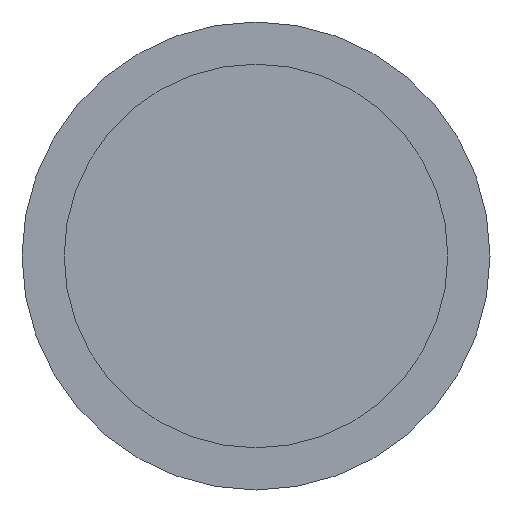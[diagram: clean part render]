
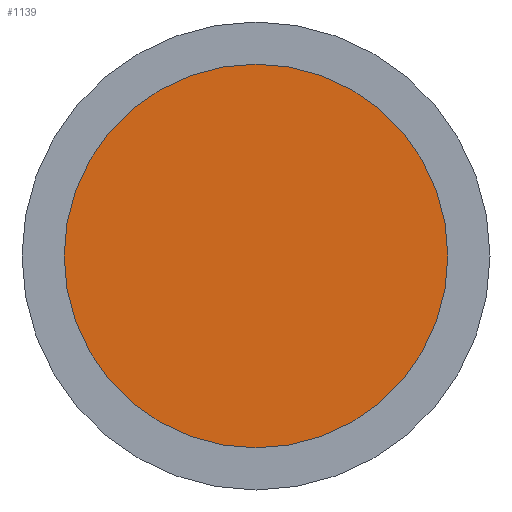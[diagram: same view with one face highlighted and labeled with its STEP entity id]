
A CAD part, front view. The second image highlights one B-rep face of the part: STEP entity #1139.
In plain terms, the highlighted planar face has unit normal (0, -1, 0).
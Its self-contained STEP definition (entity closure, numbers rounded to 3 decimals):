
#327=CARTESIAN_POINT('',(0.,0.,0.));
#328=DIRECTION('',(0.,-1.,0.));
#329=DIRECTION('',(1.,0.,0.));
#330=AXIS2_PLACEMENT_3D('',#327,#328,#329);
#350=CARTESIAN_POINT('',(0.,0.,0.));
#351=DIRECTION('',(0.,1.,0.));
#352=DIRECTION('',(1.,0.,0.));
#353=AXIS2_PLACEMENT_3D('',#350,#351,#352);
#1008=CARTESIAN_POINT('',(20.5,0.,0.));
#1010=VERTEX_POINT('',#1008);
#1022=CARTESIAN_POINT('',(-20.5,0.,0.));
#1024=VERTEX_POINT('',#1022);
#1128=CARTESIAN_POINT('',(0.,0.,0.));
#1129=DIRECTION('',(0.,-1.,0.));
#1130=DIRECTION('',(-1.,0.,0.));
#1131=AXIS2_PLACEMENT_3D('',#1128,#1129,#1130);
#1132=PLANE('',#1131);
#1134=ORIENTED_EDGE('',*,*,#1133,.F.);
#1136=ORIENTED_EDGE('',*,*,#1135,.T.);
#1137=EDGE_LOOP('',(#1134,#1136));
#1138=FACE_OUTER_BOUND('',#1137,.F.);
#331=CIRCLE('',#330,20.5);
#354=CIRCLE('',#353,20.5);
#1133=EDGE_CURVE('',#1010,#1024,#331,.T.);
#1135=EDGE_CURVE('',#1010,#1024,#354,.T.);
#1139=ADVANCED_FACE('',(#1138),#1132,.T.);
